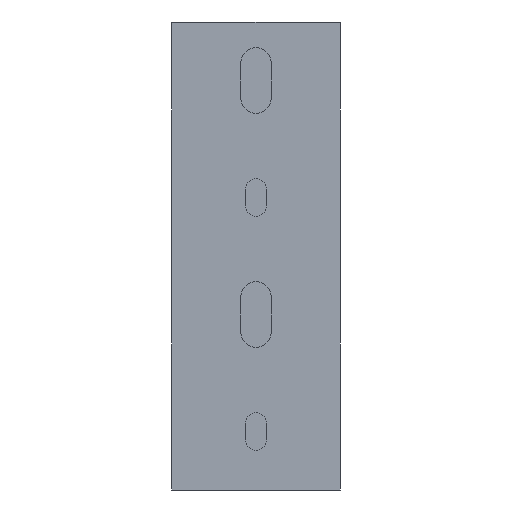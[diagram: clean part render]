
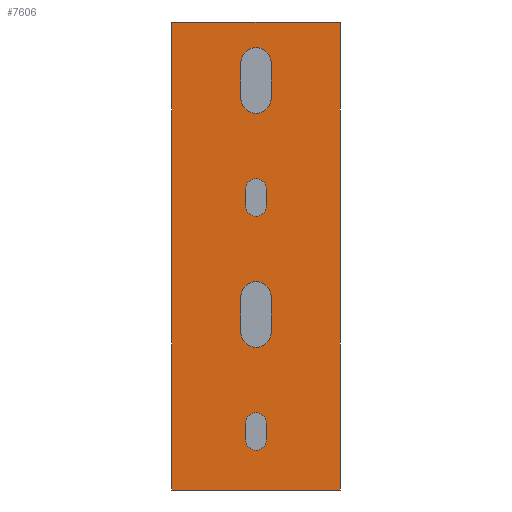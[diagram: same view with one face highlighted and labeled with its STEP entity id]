
A CAD part, front view. The second image highlights one B-rep face of the part: STEP entity #7606.
In plain terms, the highlighted planar face has unit normal (0, -1, 0).
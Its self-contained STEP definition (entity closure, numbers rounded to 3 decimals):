
#2618=DIRECTION('',(1.,0.,0.));
#2619=VECTOR('',#2618,36.);
#2620=CARTESIAN_POINT('',(-18.,0.,100.));
#2621=LINE('',#2620,#2619);
#2625=DIRECTION('',(0.,0.,-1.));
#2626=VECTOR('',#2625,100.);
#2627=CARTESIAN_POINT('',(18.,0.,100.));
#2628=LINE('',#2627,#2626);
#2632=DIRECTION('',(-1.,0.,0.));
#2633=VECTOR('',#2632,36.);
#2634=CARTESIAN_POINT('',(18.,0.,0.));
#2635=LINE('',#2634,#2633);
#2639=DIRECTION('',(0.,0.,1.));
#2640=VECTOR('',#2639,100.);
#2641=CARTESIAN_POINT('',(-18.,0.,0.));
#2642=LINE('',#2641,#2640);
#2646=CARTESIAN_POINT('',(0.,0.,91.25));
#2647=DIRECTION('',(0.,1.,0.));
#2648=DIRECTION('',(-1.,0.,0.));
#2649=AXIS2_PLACEMENT_3D('',#2646,#2647,#2648);
#2654=DIRECTION('',(0.,0.,1.));
#2655=VECTOR('',#2654,7.5);
#2656=CARTESIAN_POINT('',(-3.25,0.,83.75));
#2657=LINE('',#2656,#2655);
#2661=CARTESIAN_POINT('',(0.,0.,83.75));
#2662=DIRECTION('',(0.,1.,0.));
#2663=DIRECTION('',(1.,0.,0.));
#2664=AXIS2_PLACEMENT_3D('',#2661,#2662,#2663);
#2669=DIRECTION('',(0.,0.,-1.));
#2670=VECTOR('',#2669,7.5);
#2671=CARTESIAN_POINT('',(3.25,0.,91.25));
#2672=LINE('',#2671,#2670);
#2676=CARTESIAN_POINT('',(0.,0.,64.25));
#2677=DIRECTION('',(0.,1.,0.));
#2678=DIRECTION('',(-1.,0.,0.));
#2679=AXIS2_PLACEMENT_3D('',#2676,#2677,#2678);
#2684=DIRECTION('',(0.,0.,1.));
#2685=VECTOR('',#2684,3.5);
#2686=CARTESIAN_POINT('',(-2.25,0.,60.75));
#2687=LINE('',#2686,#2685);
#2691=CARTESIAN_POINT('',(0.,0.,60.75));
#2692=DIRECTION('',(0.,1.,0.));
#2693=DIRECTION('',(1.,0.,0.));
#2694=AXIS2_PLACEMENT_3D('',#2691,#2692,#2693);
#2699=DIRECTION('',(0.,0.,-1.));
#2700=VECTOR('',#2699,3.5);
#2701=CARTESIAN_POINT('',(2.25,0.,64.25));
#2702=LINE('',#2701,#2700);
#2706=CARTESIAN_POINT('',(0.,0.,41.25));
#2707=DIRECTION('',(0.,1.,0.));
#2708=DIRECTION('',(-1.,0.,0.));
#2709=AXIS2_PLACEMENT_3D('',#2706,#2707,#2708);
#2714=DIRECTION('',(0.,0.,1.));
#2715=VECTOR('',#2714,7.5);
#2716=CARTESIAN_POINT('',(-3.25,0.,33.75));
#2717=LINE('',#2716,#2715);
#2721=CARTESIAN_POINT('',(0.,0.,33.75));
#2722=DIRECTION('',(0.,1.,0.));
#2723=DIRECTION('',(1.,0.,0.));
#2724=AXIS2_PLACEMENT_3D('',#2721,#2722,#2723);
#2729=DIRECTION('',(0.,0.,-1.));
#2730=VECTOR('',#2729,7.5);
#2731=CARTESIAN_POINT('',(3.25,0.,41.25));
#2732=LINE('',#2731,#2730);
#2736=CARTESIAN_POINT('',(0.,0.,14.25));
#2737=DIRECTION('',(0.,1.,0.));
#2738=DIRECTION('',(-1.,0.,0.));
#2739=AXIS2_PLACEMENT_3D('',#2736,#2737,#2738);
#2744=DIRECTION('',(0.,0.,1.));
#2745=VECTOR('',#2744,3.5);
#2746=CARTESIAN_POINT('',(-2.25,0.,10.75));
#2747=LINE('',#2746,#2745);
#2751=CARTESIAN_POINT('',(0.,0.,10.75));
#2752=DIRECTION('',(0.,1.,0.));
#2753=DIRECTION('',(1.,0.,0.));
#2754=AXIS2_PLACEMENT_3D('',#2751,#2752,#2753);
#2759=DIRECTION('',(0.,0.,-1.));
#2760=VECTOR('',#2759,3.5);
#2761=CARTESIAN_POINT('',(2.25,0.,14.25));
#2762=LINE('',#2761,#2760);
#4444=CARTESIAN_POINT('',(-3.25,0.,91.25));
#4445=CARTESIAN_POINT('',(3.25,0.,91.25));
#4446=VERTEX_POINT('',#4444);
#4447=VERTEX_POINT('',#4445);
#4448=CARTESIAN_POINT('',(3.25,0.,83.75));
#4449=VERTEX_POINT('',#4448);
#4450=CARTESIAN_POINT('',(-3.25,0.,83.75));
#4451=VERTEX_POINT('',#4450);
#4452=CARTESIAN_POINT('',(-2.25,0.,64.25));
#4453=CARTESIAN_POINT('',(2.25,0.,64.25));
#4454=VERTEX_POINT('',#4452);
#4455=VERTEX_POINT('',#4453);
#4456=CARTESIAN_POINT('',(2.25,0.,60.75));
#4457=VERTEX_POINT('',#4456);
#4458=CARTESIAN_POINT('',(-2.25,0.,60.75));
#4459=VERTEX_POINT('',#4458);
#4476=CARTESIAN_POINT('',(-3.25,0.,41.25));
#4477=CARTESIAN_POINT('',(3.25,0.,41.25));
#4478=VERTEX_POINT('',#4476);
#4479=VERTEX_POINT('',#4477);
#4480=CARTESIAN_POINT('',(3.25,0.,33.75));
#4481=VERTEX_POINT('',#4480);
#4482=CARTESIAN_POINT('',(-3.25,0.,33.75));
#4483=VERTEX_POINT('',#4482);
#4484=CARTESIAN_POINT('',(-2.25,0.,14.25));
#4485=CARTESIAN_POINT('',(2.25,0.,14.25));
#4486=VERTEX_POINT('',#4484);
#4487=VERTEX_POINT('',#4485);
#4488=CARTESIAN_POINT('',(2.25,0.,10.75));
#4489=VERTEX_POINT('',#4488);
#4490=CARTESIAN_POINT('',(-2.25,0.,10.75));
#4491=VERTEX_POINT('',#4490);
#4636=CARTESIAN_POINT('',(-18.,0.,0.));
#4637=CARTESIAN_POINT('',(-18.,0.,100.));
#4638=VERTEX_POINT('',#4636);
#4639=VERTEX_POINT('',#4637);
#4644=CARTESIAN_POINT('',(18.,0.,100.));
#4645=CARTESIAN_POINT('',(18.,0.,0.));
#4646=VERTEX_POINT('',#4644);
#4647=VERTEX_POINT('',#4645);
#7554=CARTESIAN_POINT('',(-18.,0.,0.));
#7555=DIRECTION('',(0.,-1.,0.));
#7556=DIRECTION('',(1.,0.,0.));
#7557=AXIS2_PLACEMENT_3D('',#7554,#7555,#7556);
#7558=PLANE('',#7557);
#7560=ORIENTED_EDGE('',*,*,#7559,.T.);
#7561=ORIENTED_EDGE('',*,*,#7501,.T.);
#7562=ORIENTED_EDGE('',*,*,#5245,.T.);
#7563=ORIENTED_EDGE('',*,*,#6151,.T.);
#7564=EDGE_LOOP('',(#7560,#7561,#7562,#7563));
#7565=FACE_OUTER_BOUND('',#7564,.F.);
#7567=ORIENTED_EDGE('',*,*,#7566,.F.);
#7569=ORIENTED_EDGE('',*,*,#7568,.F.);
#7571=ORIENTED_EDGE('',*,*,#7570,.F.);
#7573=ORIENTED_EDGE('',*,*,#7572,.F.);
#7574=EDGE_LOOP('',(#7567,#7569,#7571,#7573));
#7575=FACE_BOUND('',#7574,.F.);
#7577=ORIENTED_EDGE('',*,*,#7576,.F.);
#7579=ORIENTED_EDGE('',*,*,#7578,.F.);
#7581=ORIENTED_EDGE('',*,*,#7580,.F.);
#7583=ORIENTED_EDGE('',*,*,#7582,.F.);
#7584=EDGE_LOOP('',(#7577,#7579,#7581,#7583));
#7585=FACE_BOUND('',#7584,.F.);
#7587=ORIENTED_EDGE('',*,*,#7586,.F.);
#7589=ORIENTED_EDGE('',*,*,#7588,.F.);
#7591=ORIENTED_EDGE('',*,*,#7590,.F.);
#7593=ORIENTED_EDGE('',*,*,#7592,.F.);
#7594=EDGE_LOOP('',(#7587,#7589,#7591,#7593));
#7595=FACE_BOUND('',#7594,.F.);
#7597=ORIENTED_EDGE('',*,*,#7596,.F.);
#7599=ORIENTED_EDGE('',*,*,#7598,.F.);
#7601=ORIENTED_EDGE('',*,*,#7600,.F.);
#7603=ORIENTED_EDGE('',*,*,#7602,.F.);
#7604=EDGE_LOOP('',(#7597,#7599,#7601,#7603));
#7605=FACE_BOUND('',#7604,.F.);
#2650=CIRCLE('',#2649,3.25);
#2665=CIRCLE('',#2664,3.25);
#2680=CIRCLE('',#2679,2.25);
#2695=CIRCLE('',#2694,2.25);
#2710=CIRCLE('',#2709,3.25);
#2725=CIRCLE('',#2724,3.25);
#2740=CIRCLE('',#2739,2.25);
#2755=CIRCLE('',#2754,2.25);
#5245=EDGE_CURVE('',#4647,#4638,#2635,.T.);
#6151=EDGE_CURVE('',#4638,#4639,#2642,.T.);
#7501=EDGE_CURVE('',#4646,#4647,#2628,.T.);
#7559=EDGE_CURVE('',#4639,#4646,#2621,.T.);
#7566=EDGE_CURVE('',#4446,#4447,#2650,.T.);
#7568=EDGE_CURVE('',#4451,#4446,#2657,.T.);
#7570=EDGE_CURVE('',#4449,#4451,#2665,.T.);
#7572=EDGE_CURVE('',#4447,#4449,#2672,.T.);
#7576=EDGE_CURVE('',#4454,#4455,#2680,.T.);
#7578=EDGE_CURVE('',#4459,#4454,#2687,.T.);
#7580=EDGE_CURVE('',#4457,#4459,#2695,.T.);
#7582=EDGE_CURVE('',#4455,#4457,#2702,.T.);
#7586=EDGE_CURVE('',#4478,#4479,#2710,.T.);
#7588=EDGE_CURVE('',#4483,#4478,#2717,.T.);
#7590=EDGE_CURVE('',#4481,#4483,#2725,.T.);
#7592=EDGE_CURVE('',#4479,#4481,#2732,.T.);
#7596=EDGE_CURVE('',#4486,#4487,#2740,.T.);
#7598=EDGE_CURVE('',#4491,#4486,#2747,.T.);
#7600=EDGE_CURVE('',#4489,#4491,#2755,.T.);
#7602=EDGE_CURVE('',#4487,#4489,#2762,.T.);
#7606=ADVANCED_FACE('',(#7565,#7575,#7585,#7595,#7605),#7558,.T.);
